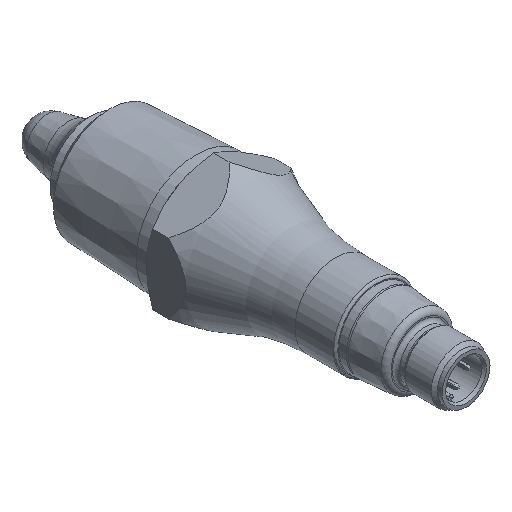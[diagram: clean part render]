
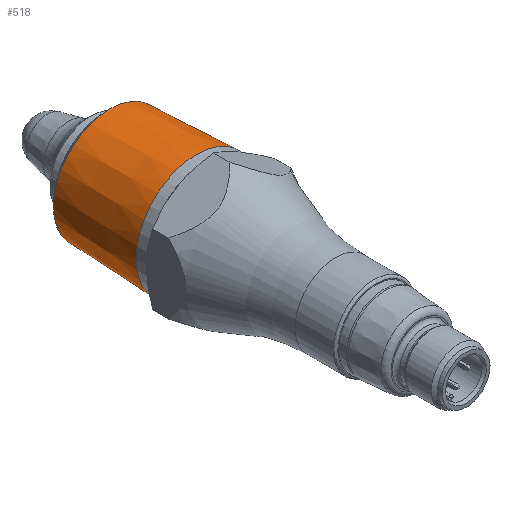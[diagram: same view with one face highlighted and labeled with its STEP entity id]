
A CAD part, isometric view. The second image highlights one B-rep face of the part: STEP entity #518.
In plain terms, the highlighted conical face has half-angle 2.5 degrees and reference radius 13.335 mm.
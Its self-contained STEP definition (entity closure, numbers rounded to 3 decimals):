
#518 = ADVANCED_FACE( '', ( #1081, #1082 ), #1083, .T. );
#1081 = FACE_BOUND( '', #1707, .T. );
#1082 = FACE_OUTER_BOUND( '', #1708, .T. );
#1083 = CONICAL_SURFACE( '', #1709, 13.335, 0.044 );
#1707 = EDGE_LOOP( '', ( #3133 ) );
#1708 = EDGE_LOOP( '', ( #3134 ) );
#1709 = AXIS2_PLACEMENT_3D( '', #3135, #3136, #3137 );
#3133 = ORIENTED_EDGE( '', *, *, #3663, .T. );
#3134 = ORIENTED_EDGE( '', *, *, #3446, .T. );
#3135 = CARTESIAN_POINT( '', ( 0., -36.705, 0. ) );
#3136 = DIRECTION( '', ( 0., -1., 0. ) );
#3137 = DIRECTION( '', ( 0., 0., -1. ) );
#3446 = EDGE_CURVE( '', #4172, #4172, #4173, .F. );
#3663 = EDGE_CURVE( '', #4484, #4484, #4485, .F. );
#4172 = VERTEX_POINT( '', #5233 );
#4173 = CIRCLE( '', #5234, 13.335 );
#4484 = VERTEX_POINT( '', #5746 );
#4485 = CIRCLE( '', #5747, 12.499 );
#5233 = CARTESIAN_POINT( '', ( 0., -36.705, -13.335 ) );
#5234 = AXIS2_PLACEMENT_3D( '', #6292, #6293, #6294 );
#5746 = CARTESIAN_POINT( '', ( 0., -17.549, 12.499 ) );
#5747 = AXIS2_PLACEMENT_3D( '', #6540, #6541, #6542 );
#6292 = CARTESIAN_POINT( '', ( 0., -36.705, 0. ) );
#6293 = DIRECTION( '', ( 0., -1., 0. ) );
#6294 = DIRECTION( '', ( 0., 0., -1. ) );
#6540 = CARTESIAN_POINT( '', ( 0., -17.549, 0. ) );
#6541 = DIRECTION( '', ( 0., 1., 0. ) );
#6542 = DIRECTION( '', ( 0., 0., 1. ) );
